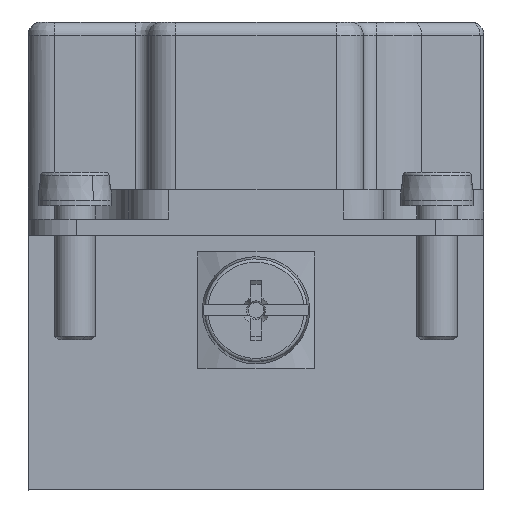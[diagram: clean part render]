
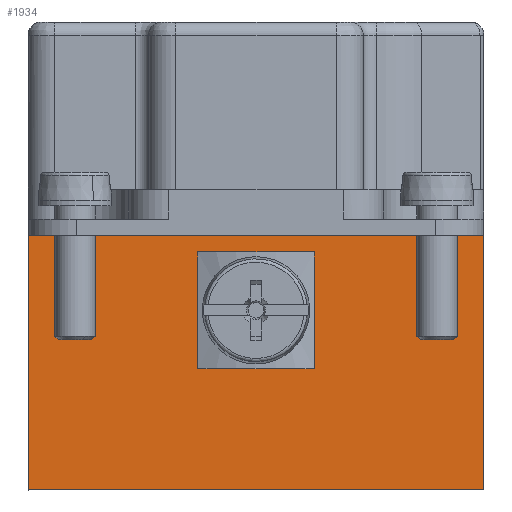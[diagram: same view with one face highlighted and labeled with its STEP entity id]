
A CAD part, front view. The second image highlights one B-rep face of the part: STEP entity #1934.
In plain terms, the highlighted planar face has unit normal (0, -1, 0).
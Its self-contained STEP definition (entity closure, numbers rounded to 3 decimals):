
#1518=CIRCLE('',#16373,2.);
#1796=FACE_BOUND('',#4099,.T.);
#1797=FACE_BOUND('',#4100,.T.);
#1934=ADVANCED_FACE('F1',(#1796,#1797),#2746,.F.);
#2746=PLANE('',#16374);
#4099=EDGE_LOOP('',(#5099,#5100,#5101,#5102));
#4100=EDGE_LOOP('',(#5103));
#5099=ORIENTED_EDGE('',*,*,#10988,.F.);
#5100=ORIENTED_EDGE('',*,*,#10989,.F.);
#5101=ORIENTED_EDGE('',*,*,#10990,.F.);
#5102=ORIENTED_EDGE('',*,*,#10991,.F.);
#5103=ORIENTED_EDGE('',*,*,#10992,.T.);
#9511=VERTEX_POINT('',#21409);
#9512=VERTEX_POINT('',#21410);
#9513=VERTEX_POINT('',#21412);
#9514=VERTEX_POINT('',#21414);
#9515=VERTEX_POINT('',#21417);
#10988=EDGE_CURVE('',#9511,#9512,#13179,.T.);
#10989=EDGE_CURVE('',#9513,#9511,#13180,.T.);
#10990=EDGE_CURVE('',#9514,#9513,#13181,.T.);
#10991=EDGE_CURVE('',#9512,#9514,#13182,.T.);
#10992=EDGE_CURVE('',#9515,#9515,#1518,.T.);
#13179=LINE('',#21408,#14792);
#13180=LINE('',#21411,#14793);
#13181=LINE('',#21413,#14794);
#13182=LINE('',#21415,#14795);
#14792=VECTOR('',#17550,1.);
#14793=VECTOR('',#17551,1.);
#14794=VECTOR('',#17552,1.);
#14795=VECTOR('',#17553,1.);
#16373=AXIS2_PLACEMENT_3D('',#21416,#17554,#17555);
#16374=AXIS2_PLACEMENT_3D('',#21418,#17556,#17557);
#17550=DIRECTION('',(1.,0.,0.));
#17551=DIRECTION('',(0.,0.,1.));
#17552=DIRECTION('',(-1.,0.,0.));
#17553=DIRECTION('',(0.,0.,-1.));
#17554=DIRECTION('',(0.,1.,0.));
#17555=DIRECTION('',(0.,0.,1.));
#17556=DIRECTION('',(0.,1.,0.));
#17557=DIRECTION('',(-1.,0.,0.));
#21408=CARTESIAN_POINT('',(-16.675,-46.3,-0.9));
#21409=CARTESIAN_POINT('',(-17.675,-46.3,-0.9));
#21410=CARTESIAN_POINT('',(16.325,-46.3,-0.9));
#21411=CARTESIAN_POINT('',(-17.675,-46.3,0.3));
#21412=CARTESIAN_POINT('',(-17.675,-46.3,-19.9));
#21413=CARTESIAN_POINT('',(-16.675,-46.3,-19.9));
#21414=CARTESIAN_POINT('',(16.325,-46.3,-19.9));
#21415=CARTESIAN_POINT('',(16.325,-46.3,0.3));
#21416=CARTESIAN_POINT('',(-0.675,-46.3,-6.5));
#21417=CARTESIAN_POINT('',(-0.675,-46.3,-4.5));
#21418=CARTESIAN_POINT('',(-16.675,-46.3,0.3));
